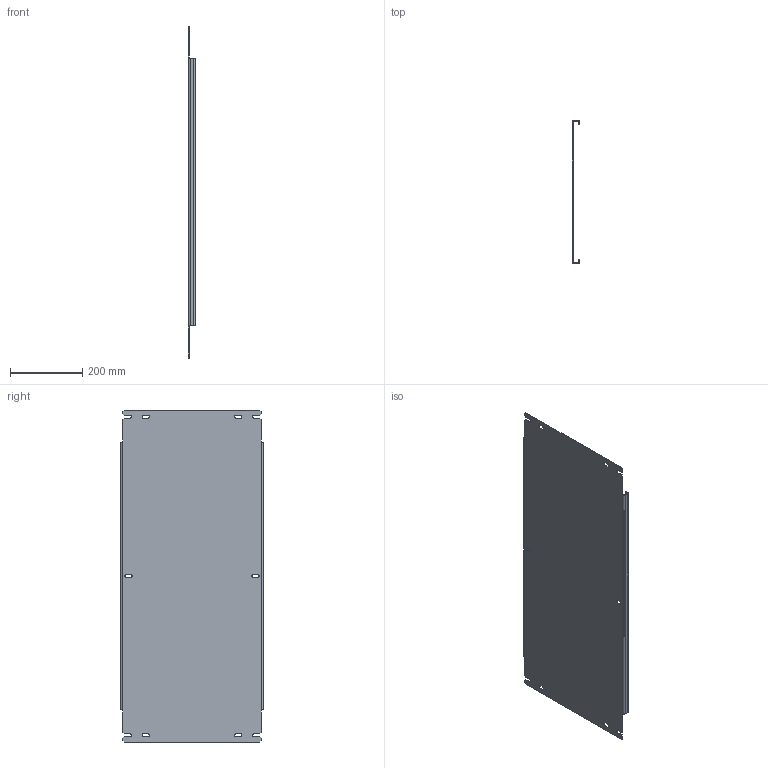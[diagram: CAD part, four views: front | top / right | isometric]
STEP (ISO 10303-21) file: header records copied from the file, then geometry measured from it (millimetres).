
FILE_DESCRIPTION(/* description */ (''),/* implementation_level */ '2;1');
FILE_NAME(/* name */ 'PLBI1000.stp',/* time_stamp */ '2017-05-02T15:10:14+02:00',/* author */ (''),/* organization */ (''),/* preprocessor_version */ 'ST-DEVELOPER v15',/* originating_system */ 'SIEMENS PLM Software NX 9.0',/* authorisation */ '');
FILE_SCHEMA (('CONFIG_CONTROL_DESIGN'));
Length unit declared in the file: millimetre
Products named in the file (1): PLBI800_stp
Bounding box: 19.5 x 394.5 x 917 mm (x, y, z)
Volume: 784991.9 mm3; surface area: 791324.9 mm2
Topology: 1 solids, 1 shells, 82 faces, 240 edges, 160 vertices
Faces by surface type: plane 58, cylinder 24
Entity records: 2820 total; most frequent: CARTESIAN_POINT 483, ORIENTED_EDGE 480, DIRECTION 454, EDGE_CURVE 240, LINE 192, VECTOR 192, VERTEX_POINT 160, AXIS2_PLACEMENT_3D 131
